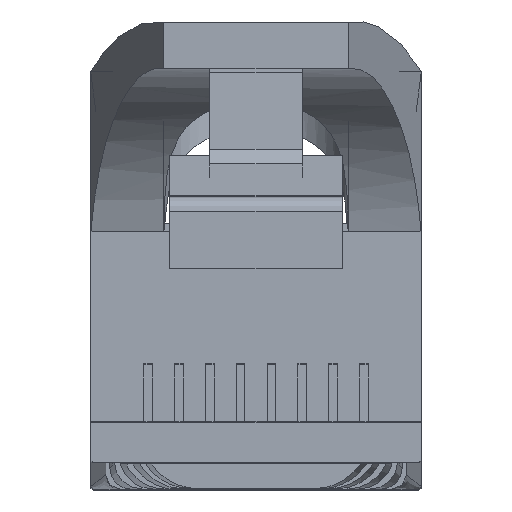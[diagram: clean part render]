
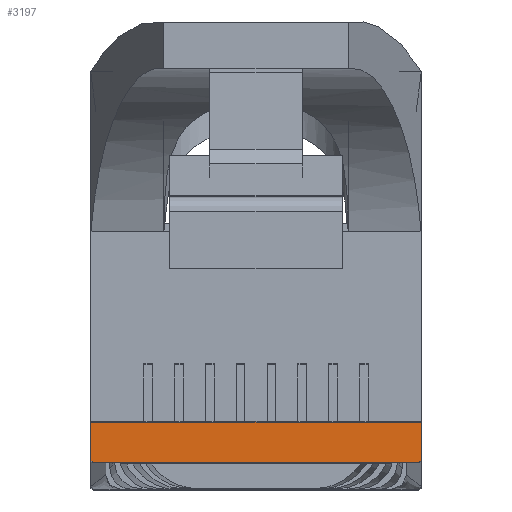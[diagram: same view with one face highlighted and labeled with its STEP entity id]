
A CAD part, top view. The second image highlights one B-rep face of the part: STEP entity #3197.
In plain terms, the highlighted planar face has unit normal (0, 0, 1).
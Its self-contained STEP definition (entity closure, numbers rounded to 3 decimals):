
#410 = CARTESIAN_POINT ( 'NONE',  ( -5.75, -2.6, 275.5 ) ) ;
#647 = CIRCLE ( 'NONE', #11284, 0.1 ) ;
#870 = DIRECTION ( 'NONE',  ( 1., 0., 0. ) ) ;
#876 = PLANE ( 'NONE',  #3034 ) ;
#906 = CARTESIAN_POINT ( 'NONE',  ( -5.75, -3.9, 275.5 ) ) ;
#942 = ORIENTED_EDGE ( 'NONE', *, *, #3792, .F. ) ;
#991 = EDGE_CURVE ( 'NONE', #10898, #9855, #647, .T. ) ;
#1086 = CARTESIAN_POINT ( 'NONE',  ( -5.75, -2.6, 275.5 ) ) ;
#1117 = LINE ( 'NONE', #1086, #11624 ) ;
#1341 = DIRECTION ( 'NONE',  ( -1., 0., 0. ) ) ;
#1611 = VERTEX_POINT ( 'NONE', #8254 ) ;
#2398 = VERTEX_POINT ( 'NONE', #8668 ) ;
#2638 = EDGE_LOOP ( 'NONE', ( #6650, #5535, #6118, #9577, #8327, #942 ) ) ;
#2649 = VERTEX_POINT ( 'NONE', #7068 ) ;
#2733 = DIRECTION ( 'NONE',  ( -1., 0., 0. ) ) ;
#2833 = LINE ( 'NONE', #12920, #5856 ) ;
#3034 = AXIS2_PLACEMENT_3D ( 'NONE', #7930, #7077, #3848 ) ;
#3197 = ADVANCED_FACE ( 'NONE', ( #4146 ), #876, .F. ) ;
#3792 = EDGE_CURVE ( 'NONE', #2398, #2649, #10367, .T. ) ;
#3848 = DIRECTION ( 'NONE',  ( -1., 0., 0. ) ) ;
#4146 = FACE_OUTER_BOUND ( 'NONE', #2638, .T. ) ;
#4728 = EDGE_CURVE ( 'NONE', #10898, #2398, #1117, .T. ) ;
#5484 = CARTESIAN_POINT ( 'NONE',  ( 5.65, -3.9, 275.5 ) ) ;
#5535 = ORIENTED_EDGE ( 'NONE', *, *, #991, .T. ) ;
#5660 = CARTESIAN_POINT ( 'NONE',  ( -5.65, -3.9, 275.5 ) ) ;
#5856 = VECTOR ( 'NONE', #12960, 1000. ) ;
#6118 = ORIENTED_EDGE ( 'NONE', *, *, #7513, .T. ) ;
#6331 = VECTOR ( 'NONE', #870, 1000. ) ;
#6563 = VERTEX_POINT ( 'NONE', #11291 ) ;
#6650 = ORIENTED_EDGE ( 'NONE', *, *, #4728, .F. ) ;
#7068 = CARTESIAN_POINT ( 'NONE',  ( 5.75, -2.6, 275.5 ) ) ;
#7077 = DIRECTION ( 'NONE',  ( 0., 0., -1. ) ) ;
#7284 = DIRECTION ( 'NONE',  ( 0., 1., 0. ) ) ;
#7297 = EDGE_CURVE ( 'NONE', #6563, #2649, #2833, .T. ) ;
#7513 = EDGE_CURVE ( 'NONE', #9855, #1611, #9809, .T. ) ;
#7807 = DIRECTION ( 'NONE',  ( 0., 0., 1. ) ) ;
#7930 = CARTESIAN_POINT ( 'NONE',  ( -5.75, -2.6, 275.5 ) ) ;
#8254 = CARTESIAN_POINT ( 'NONE',  ( 5.65, -4., 275.5 ) ) ;
#8327 = ORIENTED_EDGE ( 'NONE', *, *, #7297, .T. ) ;
#8668 = CARTESIAN_POINT ( 'NONE',  ( -5.75, -2.6, 275.5 ) ) ;
#8813 = CARTESIAN_POINT ( 'NONE',  ( -5.65, -4., 275.5 ) ) ;
#9543 = DIRECTION ( 'NONE',  ( 0., 0., 1. ) ) ;
#9552 = VECTOR ( 'NONE', #11797, 1000. ) ;
#9577 = ORIENTED_EDGE ( 'NONE', *, *, #13151, .T. ) ;
#9809 = LINE ( 'NONE', #12038, #6331 ) ;
#9855 = VERTEX_POINT ( 'NONE', #8813 ) ;
#10055 = CIRCLE ( 'NONE', #10165, 0.1 ) ;
#10165 = AXIS2_PLACEMENT_3D ( 'NONE', #5484, #9543, #1341 ) ;
#10367 = LINE ( 'NONE', #410, #9552 ) ;
#10898 = VERTEX_POINT ( 'NONE', #906 ) ;
#11284 = AXIS2_PLACEMENT_3D ( 'NONE', #5660, #7807, #2733 ) ;
#11291 = CARTESIAN_POINT ( 'NONE',  ( 5.75, -3.9, 275.5 ) ) ;
#11624 = VECTOR ( 'NONE', #7284, 1000. ) ;
#11797 = DIRECTION ( 'NONE',  ( 1., 0., 0. ) ) ;
#12038 = CARTESIAN_POINT ( 'NONE',  ( -5.75, -4., 275.5 ) ) ;
#12920 = CARTESIAN_POINT ( 'NONE',  ( 5.75, -2.6, 275.5 ) ) ;
#12960 = DIRECTION ( 'NONE',  ( 0., 1., 0. ) ) ;
#13151 = EDGE_CURVE ( 'NONE', #1611, #6563, #10055, .T. ) ;
